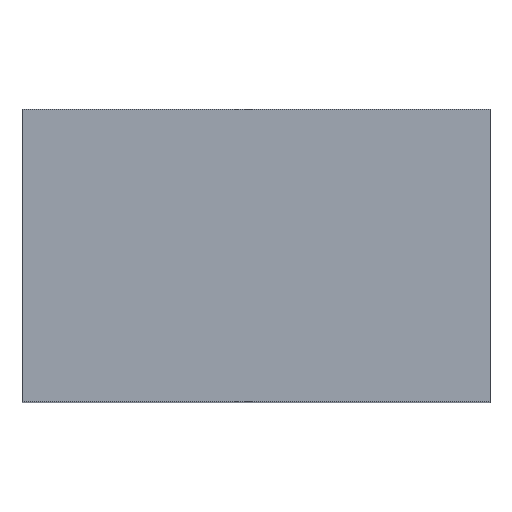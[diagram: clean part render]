
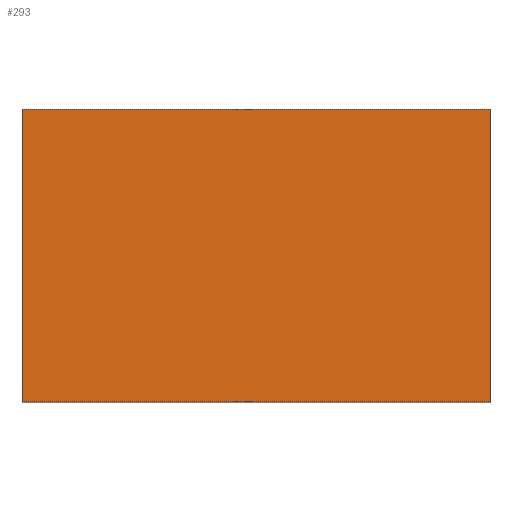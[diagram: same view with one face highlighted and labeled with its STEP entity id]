
A CAD part, top view. The second image highlights one B-rep face of the part: STEP entity #293.
In plain terms, the highlighted planar face has unit normal (0, 0, 1).
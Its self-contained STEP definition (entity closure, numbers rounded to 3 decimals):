
#35=FACE_OUTER_BOUND('',#53,.T.);
#53=EDGE_LOOP('',(#251,#252,#253,#254));
#81=LINE('',#463,#117);
#84=LINE('',#469,#120);
#87=LINE('',#475,#123);
#90=LINE('',#479,#126);
#117=VECTOR('',#383,10.);
#120=VECTOR('',#388,10.);
#123=VECTOR('',#393,10.);
#126=VECTOR('',#398,10.);
#145=VERTEX_POINT('',#460);
#146=VERTEX_POINT('',#462);
#148=VERTEX_POINT('',#468);
#150=VERTEX_POINT('',#474);
#177=EDGE_CURVE('',#146,#145,#81,.T.);
#180=EDGE_CURVE('',#148,#146,#84,.T.);
#183=EDGE_CURVE('',#150,#148,#87,.T.);
#186=EDGE_CURVE('',#145,#150,#90,.T.);
#251=ORIENTED_EDGE('',*,*,#186,.T.);
#252=ORIENTED_EDGE('',*,*,#183,.T.);
#253=ORIENTED_EDGE('',*,*,#180,.T.);
#254=ORIENTED_EDGE('',*,*,#177,.T.);
#275=PLANE('',#327);
#293=ADVANCED_FACE('',(#35),#275,.T.);
#327=AXIS2_PLACEMENT_3D('',#480,#399,#400);
#383=DIRECTION('',(1.,0.,0.));
#388=DIRECTION('',(0.,-1.,0.));
#393=DIRECTION('',(-1.,0.,0.));
#398=DIRECTION('',(0.,1.,0.));
#399=DIRECTION('center_axis',(0.,0.,1.));
#400=DIRECTION('ref_axis',(1.,0.,0.));
#460=CARTESIAN_POINT('',(1.6,-1.,4.15));
#462=CARTESIAN_POINT('',(-1.6,-1.,4.15));
#463=CARTESIAN_POINT('',(-1.6,-1.,4.15));
#468=CARTESIAN_POINT('',(-1.6,1.,4.15));
#469=CARTESIAN_POINT('',(-1.6,1.,4.15));
#474=CARTESIAN_POINT('',(1.6,1.,4.15));
#475=CARTESIAN_POINT('',(1.6,1.,4.15));
#479=CARTESIAN_POINT('',(1.6,-1.,4.15));
#480=CARTESIAN_POINT('Origin',(0.,0.,4.15));
